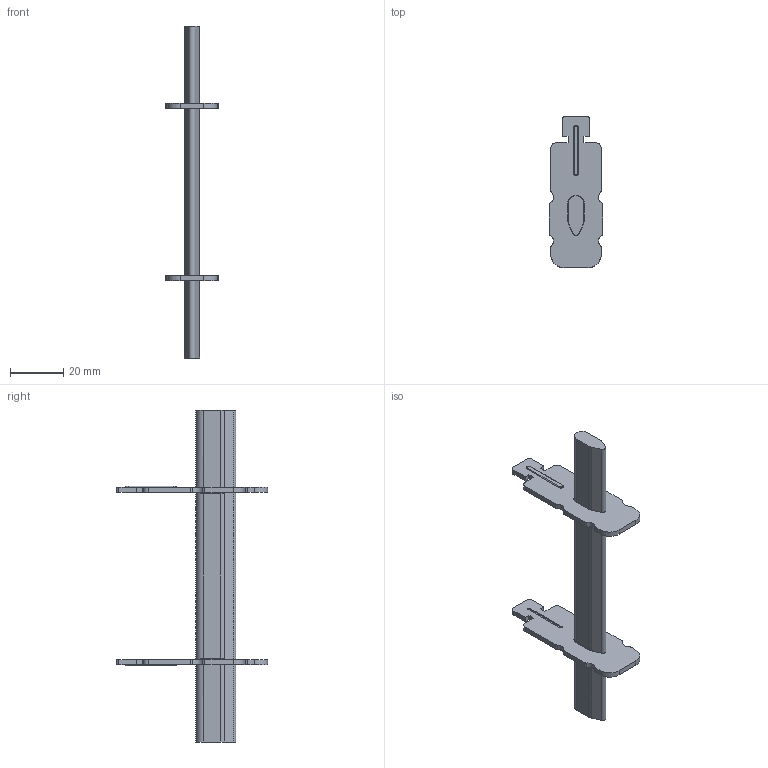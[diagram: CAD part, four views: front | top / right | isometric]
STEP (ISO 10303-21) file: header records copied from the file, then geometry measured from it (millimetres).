
FILE_DESCRIPTION((''),'2;1');
FILE_NAME('NVL0_ASM','2022-02-24T07:20:35',('marketing.praksa'),('Audax d.o.o.'),'CREO PARAMETRIC BY PTC INC, 2021304','CREO PARAMETRIC BY PTC INC, 2021304','');
FILE_SCHEMA(('AP242_MANAGED_MODEL_BASED_3D_ENGINEERING_MIM_LF { 1 0 10303 442 1 1 4 }'));
Length unit declared in the file: millimetre
Products named in the file (4): 0000038480_AF0_1; 0000035724_1; PRT9571; NVL0_ASM
Assembly tree (4 placements, depth 2):
  NVL0_ASM
    0000038480_AF0_1
    0000035724_1  x2
    PRT9571
Bounding box: 20 x 57 x 125 mm (x, y, z)
Volume: 12821.4 mm3; surface area: 9441.8 mm2
Topology: 4 solids, 4 shells, 347 faces, 1035 edges, 708 vertices
Faces by surface type: plane 161, cylinder 95, extrusion 87, torus 4
Entity records: 16274 total; most frequent: CARTESIAN_POINT 2866, ORIENTED_EDGE 1742, DIRECTION 1354, PRESENTATION_STYLE_ASSIGNMENT 1265, STYLED_ITEM 1265, CURVE_STYLE 965, EDGE_CURVE 871, VERTEX_POINT 590
